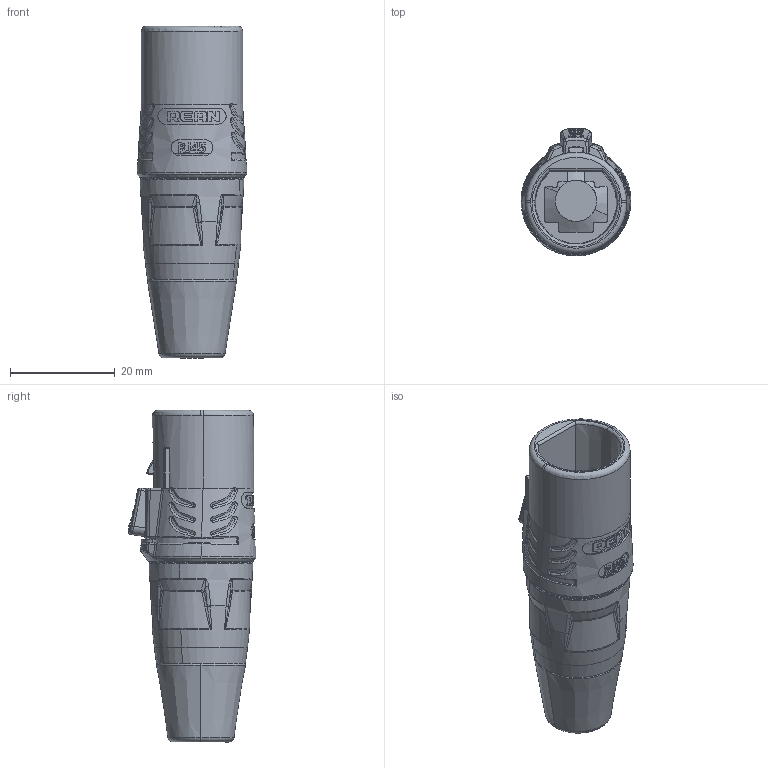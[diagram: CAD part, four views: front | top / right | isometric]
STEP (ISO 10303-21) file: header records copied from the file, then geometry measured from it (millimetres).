
FILE_DESCRIPTION((''),'2;1');
FILE_NAME('30011944','2025-01-07T07:40:42',('SYSTEM'),(''),'CREO PARAMETRIC BY PTC INC, 2023424','CREO PARAMETRIC BY PTC INC, 2023424','');
FILE_SCHEMA(('CONFIG_CONTROL_DESIGN'));
Length unit declared in the file: millimetre
Products named in the file (1): 30011944
Bounding box: 20.98 x 24.39 x 63.31 mm (x, y, z)
Volume: 14146.5 mm3; surface area: 5507.3 mm2
Topology: 1 solids, 3 shells, 774 faces, 2076 edges, 1320 vertices
Faces by surface type: bspline 282, plane 213, cylinder 106, torus 79, cone 42, extrusion 41, sphere 11
Entity records: 36634 total; most frequent: CARTESIAN_POINT 20053, ORIENTED_EDGE 4122, DIRECTION 2410, EDGE_CURVE 2061, VERTEX_POINT 1320, B_SPLINE_CURVE_WITH_KNOTS 1097, AXIS2_PLACEMENT_3D 913, EDGE_LOOP 807
